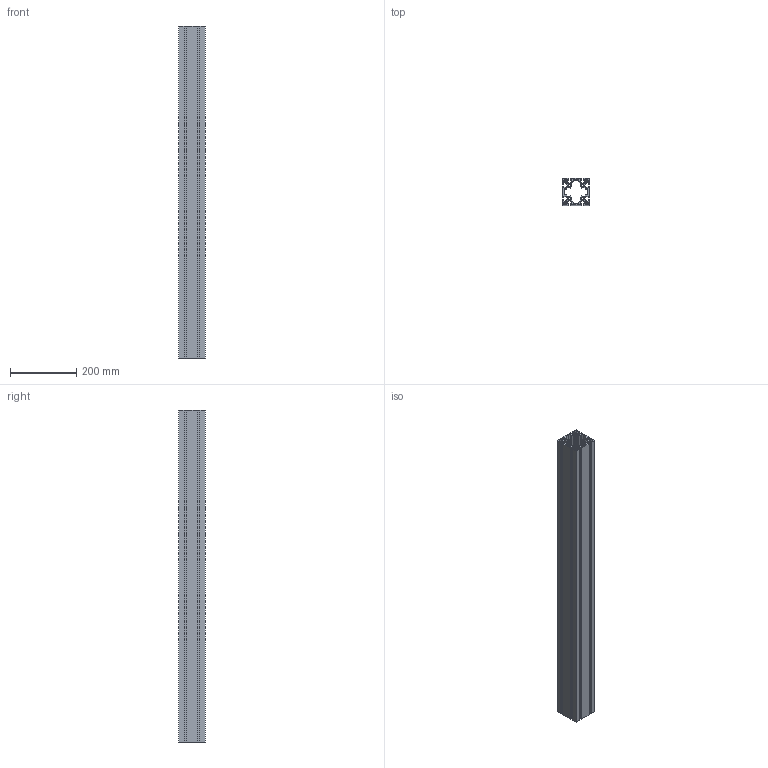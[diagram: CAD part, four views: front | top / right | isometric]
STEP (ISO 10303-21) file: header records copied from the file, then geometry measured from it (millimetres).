
FILE_DESCRIPTION (( 'STEP AP203' ), '1' );
FILE_NAME ('ALF-8080-8G.step', '2024-08-07T10:27:20', ( '' ), ( '' ), 'SwSTEP 2.0', 'SolidWorks 2022', '' );
FILE_SCHEMA (( 'CONFIG_CONTROL_DESIGN' ));
Length unit declared in the file: millimetre
Products named in the file (1): ALF-8080-8G
Bounding box: 80 x 80 x 1000 mm (x, y, z)
Volume: 1859356.1 mm3; surface area: 1101892.4 mm2
Topology: 1 solids, 1 shells, 204 faces, 606 edges, 404 vertices
Faces by surface type: plane 146, cylinder 58
Entity records: 6919 total; most frequent: CARTESIAN_POINT 1215, ORIENTED_EDGE 1212, DIRECTION 1132, EDGE_CURVE 606, VECTOR 490, LINE 490, VERTEX_POINT 404, AXIS2_PLACEMENT_3D 321
